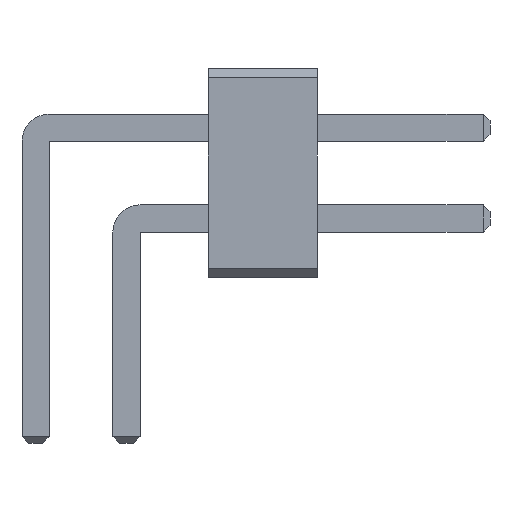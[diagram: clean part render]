
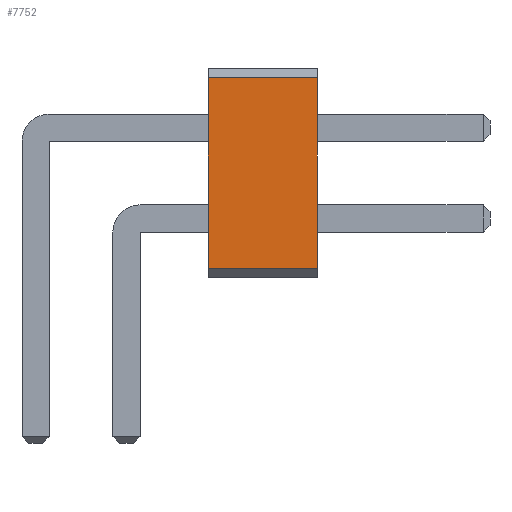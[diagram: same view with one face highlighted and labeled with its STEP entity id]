
A CAD part, front view. The second image highlights one B-rep face of the part: STEP entity #7752.
In plain terms, the highlighted planar face has unit normal (0, -1, 0).
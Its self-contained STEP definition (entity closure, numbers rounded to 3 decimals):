
#670 = VERTEX_POINT('',#671);
#671 = CARTESIAN_POINT('',(1.9,-22.5,2.2));
#677 = EDGE_CURVE('',#678,#670,#680,.T.);
#678 = VERTEX_POINT('',#679);
#679 = CARTESIAN_POINT('',(1.9,-22.5,0.1));
#680 = LINE('',#681,#682);
#681 = CARTESIAN_POINT('',(1.9,-22.5,0.1));
#682 = VECTOR('',#683,1.);
#683 = DIRECTION('',(0.,0.,1.));
#3339 = VERTEX_POINT('',#3340);
#3340 = CARTESIAN_POINT('',(3.1,-22.5,2.2));
#3346 = EDGE_CURVE('',#3347,#3339,#3349,.T.);
#3347 = VERTEX_POINT('',#3348);
#3348 = CARTESIAN_POINT('',(3.1,-22.5,0.1));
#3349 = LINE('',#3350,#3351);
#3350 = CARTESIAN_POINT('',(3.1,-22.5,0.1));
#3351 = VECTOR('',#3352,1.);
#3352 = DIRECTION('',(0.,0.,1.));
#7724 = EDGE_CURVE('',#678,#3347,#7725,.T.);
#7725 = LINE('',#7726,#7727);
#7726 = CARTESIAN_POINT('',(1.9,-22.5,0.1));
#7727 = VECTOR('',#7728,1.);
#7728 = DIRECTION('',(1.,0.,0.));
#7752 = ADVANCED_FACE('',(#7753),#7764,.T.);
#7753 = FACE_BOUND('',#7754,.T.);
#7754 = EDGE_LOOP('',(#7755,#7756,#7757,#7763));
#7755 = ORIENTED_EDGE('',*,*,#7724,.T.);
#7756 = ORIENTED_EDGE('',*,*,#3346,.T.);
#7757 = ORIENTED_EDGE('',*,*,#7758,.F.);
#7758 = EDGE_CURVE('',#670,#3339,#7759,.T.);
#7759 = LINE('',#7760,#7761);
#7760 = CARTESIAN_POINT('',(1.9,-22.5,2.2));
#7761 = VECTOR('',#7762,1.);
#7762 = DIRECTION('',(1.,0.,0.));
#7763 = ORIENTED_EDGE('',*,*,#677,.F.);
#7764 = PLANE('',#7765);
#7765 = AXIS2_PLACEMENT_3D('',#7766,#7767,#7768);
#7766 = CARTESIAN_POINT('',(1.9,-22.5,0.1));
#7767 = DIRECTION('',(0.,-1.,0.));
#7768 = DIRECTION('',(0.,0.,1.));
